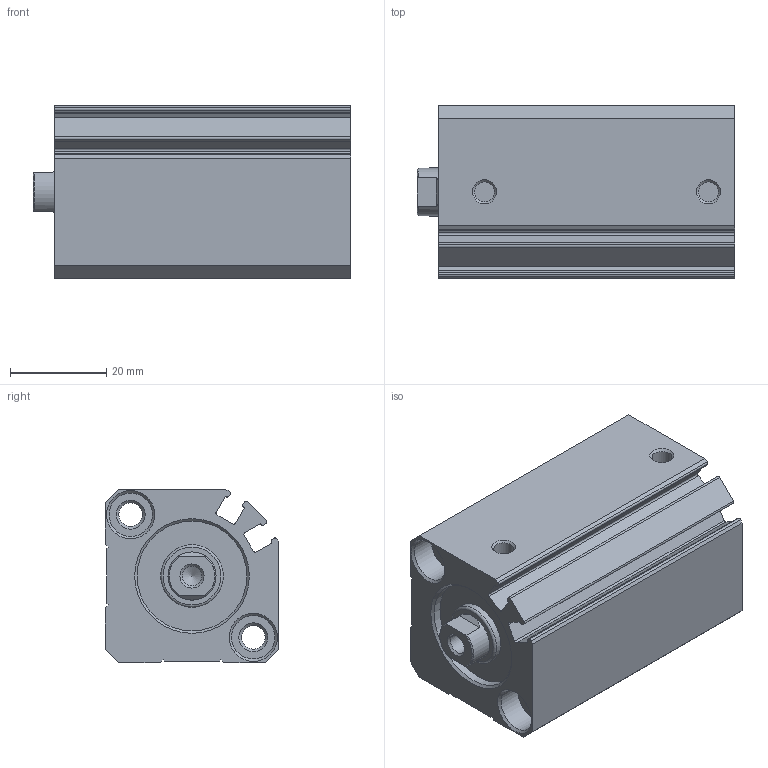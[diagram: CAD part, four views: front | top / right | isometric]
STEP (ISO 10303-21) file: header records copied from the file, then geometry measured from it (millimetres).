
FILE_DESCRIPTION(/* description */ ('STEP AP214'),/* implementation_level */ '2;1');
FILE_NAME(/* name */ 'ACQ20x30S(0_)',/* time_stamp */ '2023-11-10T07:09:22+01:00',/* author */ ('License CC BY-ND 4.0'),/* organization */ ('CADENAS'),/* preprocessor_version */ 'ST-DEVELOPER v19.3',/* originating_system */ 'PARTsolutions',/* authorisation */ ' ');
FILE_SCHEMA (('AUTOMOTIVE_DESIGN {1 0 10303 214 3 1 1}'));
Length unit declared in the file: millimetre
Products named in the file (3): ACQ20x30S(0,); ACQS-20x30_30r; ACQS-20x3030_b
Assembly tree (2 placements, depth 2):
  ACQ20x30S(0,)
    ACQS-20x30_30r
    ACQS-20x3030_b
Bounding box: 66 x 36 x 36 mm (x, y, z)
Volume: 61125.3 mm3; surface area: 21639 mm2
Topology: 2 solids, 2 shells, 107 faces, 251 edges, 162 vertices
Faces by surface type: plane 54, cylinder 34, cone 18, torus 1
Full cylindrical faces by diameter (mm): 4.134 x3, 4.917 x2, 9 x4, 10 x2, 11 x1, 13 x2, 20 x2, 22.8 x2
Entity records: 2955 total; most frequent: DIRECTION 518, CARTESIAN_POINT 495, ORIENTED_EDGE 426, EDGE_CURVE 213, AXIS2_PLACEMENT_3D 199, FACE_BOUND 161, VERTEX_POINT 160, EDGE_LOOP 160
